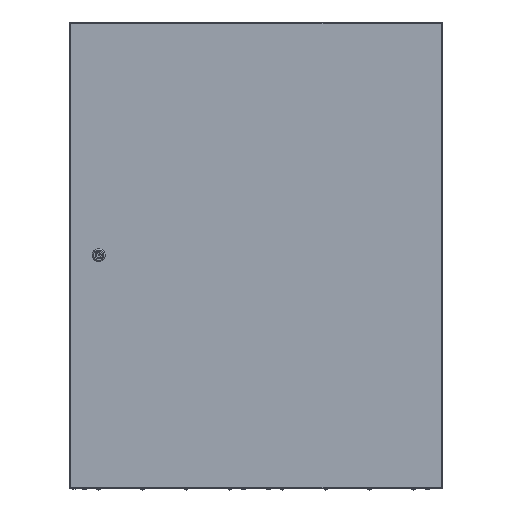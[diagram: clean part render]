
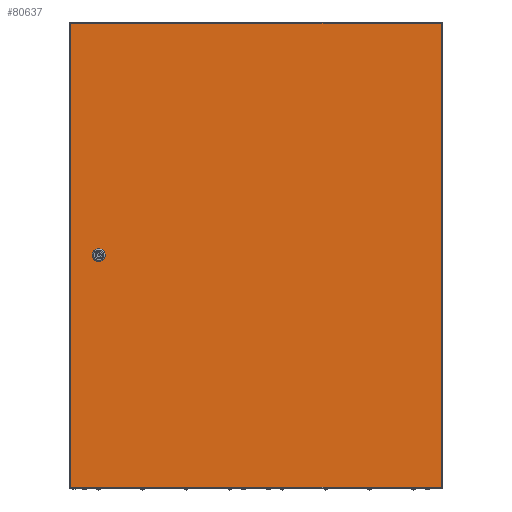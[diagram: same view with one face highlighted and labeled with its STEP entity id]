
A CAD part, top view. The second image highlights one B-rep face of the part: STEP entity #80637.
In plain terms, the highlighted planar face has unit normal (0, 0, 1).
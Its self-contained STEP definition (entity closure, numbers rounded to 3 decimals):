
#166 = EDGE_LOOP ( 'NONE', ( #55895, #3335, #37552, #82661 ) ) ;
#389 = VERTEX_POINT ( 'NONE', #74151 ) ;
#636 = DIRECTION ( 'NONE',  ( 0., 0., 1. ) ) ;
#2021 = VECTOR ( 'NONE', #58564, 1000. ) ;
#2248 = ORIENTED_EDGE ( 'NONE', *, *, #73425, .F. ) ;
#3335 = ORIENTED_EDGE ( 'NONE', *, *, #71014, .T. ) ;
#4089 = DIRECTION ( 'NONE',  ( 1., 0., 0. ) ) ;
#4865 = VERTEX_POINT ( 'NONE', #86316 ) ;
#5007 = EDGE_CURVE ( 'NONE', #75279, #4865, #85678, .T. ) ;
#5923 = LINE ( 'NONE', #85812, #57161 ) ;
#6562 = CARTESIAN_POINT ( 'NONE',  ( 2.87, 997., 17. ) ) ;
#6859 = ORIENTED_EDGE ( 'NONE', *, *, #73957, .F. ) ;
#7234 = LINE ( 'NONE', #75189, #13466 ) ;
#8201 = VERTEX_POINT ( 'NONE', #10950 ) ;
#10638 = LINE ( 'NONE', #17220, #11855 ) ;
#10773 = CARTESIAN_POINT ( 'NONE',  ( 2.87, 997., 17. ) ) ;
#10950 = CARTESIAN_POINT ( 'NONE',  ( 2.87, 3., 17. ) ) ;
#11855 = VECTOR ( 'NONE', #44183, 1000. ) ;
#12889 = VECTOR ( 'NONE', #46049, 1000. ) ;
#13466 = VECTOR ( 'NONE', #46500, 1000. ) ;
#14294 = DIRECTION ( 'NONE',  ( 0., 0., 1. ) ) ;
#14611 = VERTEX_POINT ( 'NONE', #6562 ) ;
#15205 = CIRCLE ( 'NONE', #80062, 11.25 ) ;
#16047 = CARTESIAN_POINT ( 'NONE',  ( 62.87, 500., 17. ) ) ;
#17220 = CARTESIAN_POINT ( 'NONE',  ( 52.82, 494.944, 17. ) ) ;
#17818 = DIRECTION ( 'NONE',  ( 0., 0., 1. ) ) ;
#17883 = LINE ( 'NONE', #83368, #2021 ) ;
#19096 = LINE ( 'NONE', #72111, #12889 ) ;
#19329 = EDGE_LOOP ( 'NONE', ( #79910, #6859, #41164, #57102, #2248, #65771, #34648, #42493 ) ) ;
#19442 = CARTESIAN_POINT ( 'NONE',  ( 52.82, 494.944, 17. ) ) ;
#19955 = DIRECTION ( 'NONE',  ( 0., 0., 1. ) ) ;
#21844 = DIRECTION ( 'NONE',  ( 1., 0., 0. ) ) ;
#22583 = CARTESIAN_POINT ( 'NONE',  ( 72.92, 494.944, 17. ) ) ;
#22652 = CARTESIAN_POINT ( 'NONE',  ( 52.82, 505.056, 17. ) ) ;
#23289 = EDGE_CURVE ( 'NONE', #44777, #46648, #19096, .T. ) ;
#24067 = AXIS2_PLACEMENT_3D ( 'NONE', #67660, #19955, #60192 ) ;
#24863 = DIRECTION ( 'NONE',  ( 1., 0., 0. ) ) ;
#28326 = FACE_BOUND ( 'NONE', #19329, .T. ) ;
#28545 = EDGE_CURVE ( 'NONE', #46648, #14611, #70412, .T. ) ;
#29439 = EDGE_CURVE ( 'NONE', #42481, #389, #57827, .T. ) ;
#30604 = CARTESIAN_POINT ( 'NONE',  ( 72.92, 505.056, 17. ) ) ;
#31439 = CARTESIAN_POINT ( 'NONE',  ( 57.814, 489.95, 17. ) ) ;
#34648 = ORIENTED_EDGE ( 'NONE', *, *, #66207, .F. ) ;
#37552 = ORIENTED_EDGE ( 'NONE', *, *, #23289, .T. ) ;
#41164 = ORIENTED_EDGE ( 'NONE', *, *, #82753, .F. ) ;
#41216 = CARTESIAN_POINT ( 'NONE',  ( 62.87, 500., 17. ) ) ;
#42481 = VERTEX_POINT ( 'NONE', #30604 ) ;
#42493 = ORIENTED_EDGE ( 'NONE', *, *, #57476, .F. ) ;
#44183 = DIRECTION ( 'NONE',  ( 0., -1., 0. ) ) ;
#44777 = VERTEX_POINT ( 'NONE', #62619 ) ;
#46049 = DIRECTION ( 'NONE',  ( 0., 1., 0. ) ) ;
#46390 = LINE ( 'NONE', #60556, #82910 ) ;
#46500 = DIRECTION ( 'NONE',  ( 1., 0., 0. ) ) ;
#46648 = VERTEX_POINT ( 'NONE', #77602 ) ;
#47792 = PLANE ( 'NONE',  #24067 ) ;
#47940 = DIRECTION ( 'NONE',  ( 0., 0., 1. ) ) ;
#48531 = CIRCLE ( 'NONE', #80909, 11.25 ) ;
#49024 = CIRCLE ( 'NONE', #61778, 11.25 ) ;
#49044 = VERTEX_POINT ( 'NONE', #22652 ) ;
#55895 = ORIENTED_EDGE ( 'NONE', *, *, #82618, .T. ) ;
#57102 = ORIENTED_EDGE ( 'NONE', *, *, #5007, .F. ) ;
#57161 = VECTOR ( 'NONE', #65984, 1000. ) ;
#57476 = EDGE_CURVE ( 'NONE', #389, #59723, #5923, .T. ) ;
#57827 = CIRCLE ( 'NONE', #67610, 11.25 ) ;
#58564 = DIRECTION ( 'NONE',  ( 0., -1., 0. ) ) ;
#59723 = VERTEX_POINT ( 'NONE', #85260 ) ;
#59832 = VERTEX_POINT ( 'NONE', #19442 ) ;
#60192 = DIRECTION ( 'NONE',  ( 1., 0., 0. ) ) ;
#60556 = CARTESIAN_POINT ( 'NONE',  ( 72.92, 494.944, 17. ) ) ;
#60965 = VECTOR ( 'NONE', #4089, 1000. ) ;
#61778 = AXIS2_PLACEMENT_3D ( 'NONE', #41216, #636, #67304 ) ;
#62619 = CARTESIAN_POINT ( 'NONE',  ( 796.87, 3., 17. ) ) ;
#63390 = DIRECTION ( 'NONE',  ( -1., 0., 0. ) ) ;
#65411 = CARTESIAN_POINT ( 'NONE',  ( 67.926, 489.95, 17. ) ) ;
#65771 = ORIENTED_EDGE ( 'NONE', *, *, #87228, .F. ) ;
#65984 = DIRECTION ( 'NONE',  ( -1., 0., 0. ) ) ;
#66207 = EDGE_CURVE ( 'NONE', #59723, #49044, #49024, .T. ) ;
#67304 = DIRECTION ( 'NONE',  ( 1., 0., 0. ) ) ;
#67610 = AXIS2_PLACEMENT_3D ( 'NONE', #82362, #47940, #21844 ) ;
#67660 = CARTESIAN_POINT ( 'NONE',  ( 0., 0., 17. ) ) ;
#68179 = DIRECTION ( 'NONE',  ( 1., 0., 0. ) ) ;
#69669 = VERTEX_POINT ( 'NONE', #22583 ) ;
#70412 = LINE ( 'NONE', #10773, #80070 ) ;
#71014 = EDGE_CURVE ( 'NONE', #8201, #44777, #7234, .T. ) ;
#72111 = CARTESIAN_POINT ( 'NONE',  ( 796.87, 997., 17. ) ) ;
#73425 = EDGE_CURVE ( 'NONE', #59832, #75279, #15205, .T. ) ;
#73957 = EDGE_CURVE ( 'NONE', #69669, #42481, #46390, .T. ) ;
#74151 = CARTESIAN_POINT ( 'NONE',  ( 67.926, 510.05, 17. ) ) ;
#75189 = CARTESIAN_POINT ( 'NONE',  ( 2.87, 3., 17. ) ) ;
#75279 = VERTEX_POINT ( 'NONE', #31439 ) ;
#77602 = CARTESIAN_POINT ( 'NONE',  ( 796.87, 997., 17. ) ) ;
#77886 = CARTESIAN_POINT ( 'NONE',  ( 62.87, 500., 17. ) ) ;
#79082 = DIRECTION ( 'NONE',  ( 0., 1., 0. ) ) ;
#79910 = ORIENTED_EDGE ( 'NONE', *, *, #29439, .F. ) ;
#80062 = AXIS2_PLACEMENT_3D ( 'NONE', #77886, #17818, #24863 ) ;
#80070 = VECTOR ( 'NONE', #63390, 1000. ) ;
#80637 = ADVANCED_FACE ( 'NONE', ( #28326, #80897 ), #47792, .T. ) ;
#80897 = FACE_OUTER_BOUND ( 'NONE', #166, .T. ) ;
#80909 = AXIS2_PLACEMENT_3D ( 'NONE', #16047, #14294, #68179 ) ;
#82362 = CARTESIAN_POINT ( 'NONE',  ( 62.87, 500., 17. ) ) ;
#82618 = EDGE_CURVE ( 'NONE', #14611, #8201, #17883, .T. ) ;
#82661 = ORIENTED_EDGE ( 'NONE', *, *, #28545, .T. ) ;
#82753 = EDGE_CURVE ( 'NONE', #4865, #69669, #48531, .T. ) ;
#82910 = VECTOR ( 'NONE', #79082, 1000. ) ;
#83368 = CARTESIAN_POINT ( 'NONE',  ( 2.87, 997., 17. ) ) ;
#85260 = CARTESIAN_POINT ( 'NONE',  ( 57.814, 510.05, 17. ) ) ;
#85678 = LINE ( 'NONE', #65411, #60965 ) ;
#85812 = CARTESIAN_POINT ( 'NONE',  ( 67.926, 510.05, 17. ) ) ;
#86316 = CARTESIAN_POINT ( 'NONE',  ( 67.926, 489.95, 17. ) ) ;
#87228 = EDGE_CURVE ( 'NONE', #49044, #59832, #10638, .T. ) ;
